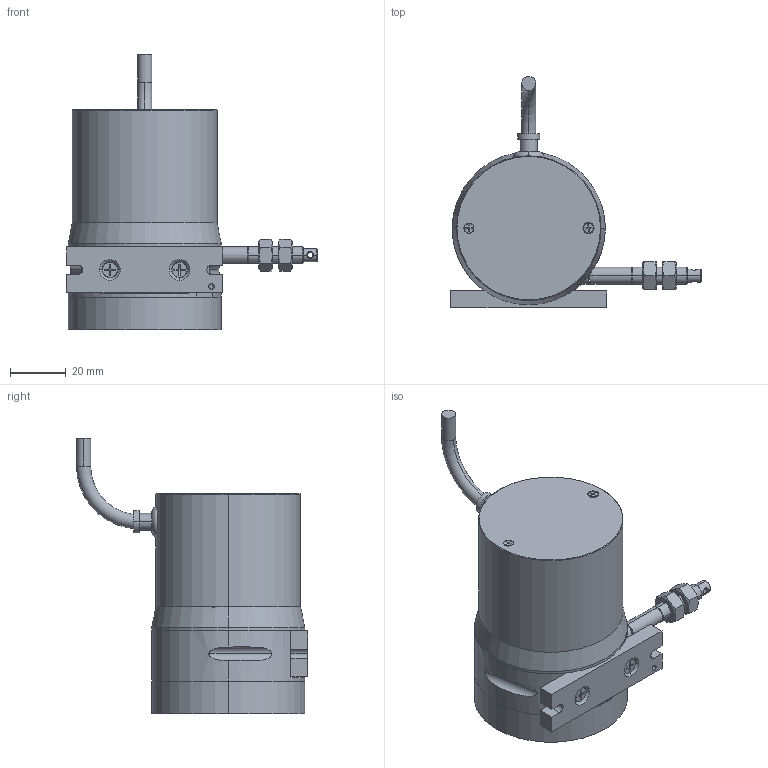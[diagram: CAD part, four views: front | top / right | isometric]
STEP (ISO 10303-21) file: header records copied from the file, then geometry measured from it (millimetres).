
FILE_DESCRIPTION (( 'STEP AP214' ), '1' );
FILE_NAME ('DWP-2M-0V-RL2.STEP', '2025-01-06T14:17:44', ( '' ), ( '' ), 'SwSTEP 2.0', 'SolidWorks 2021', '' );
FILE_SCHEMA (( 'AUTOMOTIVE_DESIGN' ));
Length unit declared in the file: inch
Products named in the file (1): DWP-2M-0V-RL2
Bounding box: 90 x 83.05 x 99 mm (x, y, z)
Volume: 71199.4 mm3; surface area: 47455.1 mm2
Topology: 20 solids, 20 shells, 588 faces, 1431 edges, 883 vertices
Faces by surface type: cylinder 216, plane 164, cone 148, torus 44, bspline 12, sphere 4
Entity records: 19078 total; most frequent: CARTESIAN_POINT 4924, DIRECTION 3042, ORIENTED_EDGE 2792, EDGE_CURVE 1396, AXIS2_PLACEMENT_3D 1212, VERTEX_POINT 879, EDGE_LOOP 667, CIRCLE 635
